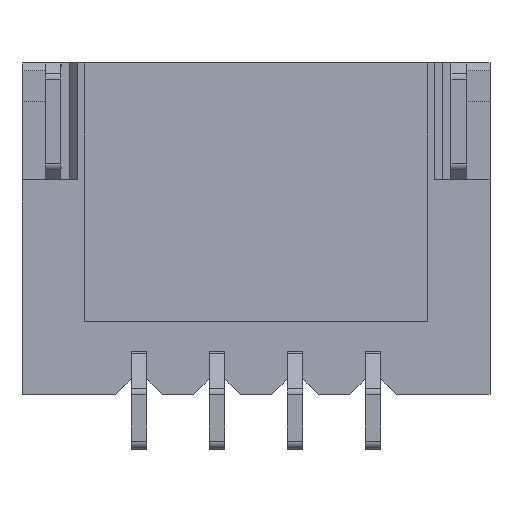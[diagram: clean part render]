
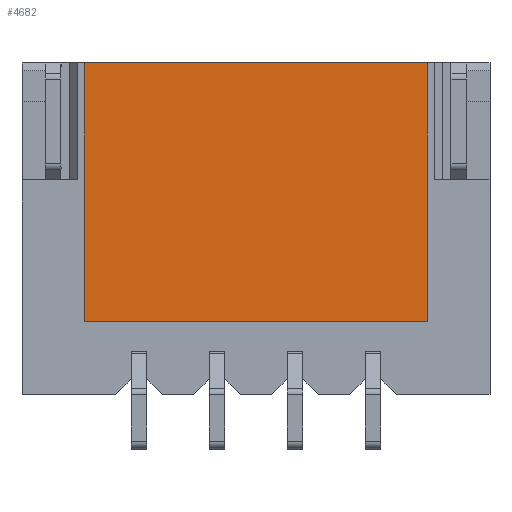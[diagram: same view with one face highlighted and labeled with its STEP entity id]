
A CAD part, front view. The second image highlights one B-rep face of the part: STEP entity #4682.
In plain terms, the highlighted planar face has unit normal (0, -1, 0).
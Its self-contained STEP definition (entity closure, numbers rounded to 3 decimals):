
#4503 = VERTEX_POINT('',#4504);
#4504 = CARTESIAN_POINT('',(-2.2,0.355,3.895));
#4510 = EDGE_CURVE('',#4511,#4503,#4513,.T.);
#4511 = VERTEX_POINT('',#4512);
#4512 = CARTESIAN_POINT('',(2.2,0.355,3.895));
#4513 = LINE('',#4514,#4515);
#4514 = CARTESIAN_POINT('',(-3.,0.355,3.895));
#4515 = VECTOR('',#4516,1.);
#4516 = DIRECTION('',(-1.,0.,0.));
#4682 = ADVANCED_FACE('',(#4683),#4708,.F.);
#4683 = FACE_BOUND('',#4684,.T.);
#4684 = EDGE_LOOP('',(#4685,#4695,#4701,#4702));
#4685 = ORIENTED_EDGE('',*,*,#4686,.T.);
#4686 = EDGE_CURVE('',#4687,#4689,#4691,.T.);
#4687 = VERTEX_POINT('',#4688);
#4688 = CARTESIAN_POINT('',(-2.2,0.355,0.585));
#4689 = VERTEX_POINT('',#4690);
#4690 = CARTESIAN_POINT('',(2.2,0.355,0.585));
#4691 = LINE('',#4692,#4693);
#4692 = CARTESIAN_POINT('',(-3.,0.355,0.585));
#4693 = VECTOR('',#4694,1.);
#4694 = DIRECTION('',(1.,-0.,-0.));
#4695 = ORIENTED_EDGE('',*,*,#4696,.T.);
#4696 = EDGE_CURVE('',#4689,#4511,#4697,.T.);
#4697 = LINE('',#4698,#4699);
#4698 = CARTESIAN_POINT('',(2.2,0.355,-1.055));
#4699 = VECTOR('',#4700,1.);
#4700 = DIRECTION('',(-0.,-0.,1.));
#4701 = ORIENTED_EDGE('',*,*,#4510,.T.);
#4702 = ORIENTED_EDGE('',*,*,#4703,.F.);
#4703 = EDGE_CURVE('',#4687,#4503,#4704,.T.);
#4704 = LINE('',#4705,#4706);
#4705 = CARTESIAN_POINT('',(-2.2,0.355,-1.055));
#4706 = VECTOR('',#4707,1.);
#4707 = DIRECTION('',(-0.,-0.,1.));
#4708 = PLANE('',#4709);
#4709 = AXIS2_PLACEMENT_3D('',#4710,#4711,#4712);
#4710 = CARTESIAN_POINT('',(-3.,0.355,3.895));
#4711 = DIRECTION('',(0.,1.,0.));
#4712 = DIRECTION('',(0.,0.,1.));
